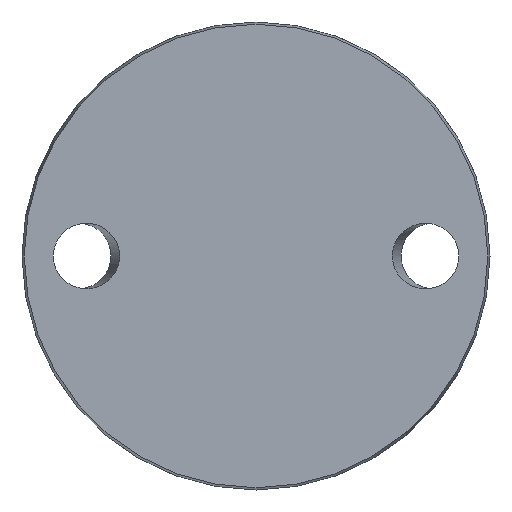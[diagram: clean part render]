
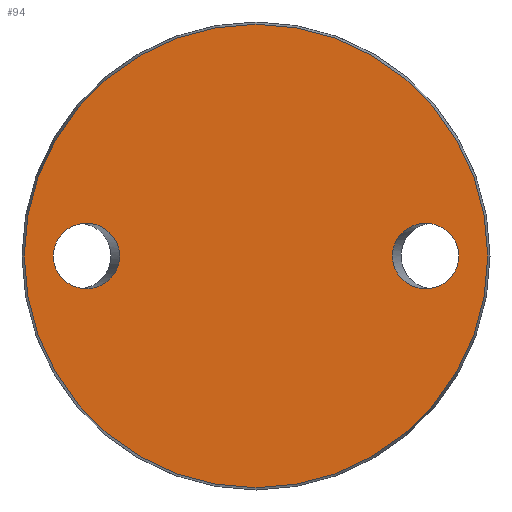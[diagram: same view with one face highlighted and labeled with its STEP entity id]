
A CAD part, front view. The second image highlights one B-rep face of the part: STEP entity #94.
In plain terms, the highlighted planar face has unit normal (0, -1, 0).
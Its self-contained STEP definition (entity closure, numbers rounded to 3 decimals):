
#7 = CARTESIAN_POINT ( 'NONE',  ( -51.115, 0., 0. ) ) ;
#32 = CARTESIAN_POINT ( 'NONE',  ( 34.385, 0., 16.5 ) ) ;
#35 = CARTESIAN_POINT ( 'NONE',  ( 51.115, 0., 16.5 ) ) ;
#38 = EDGE_CURVE ( 'NONE', #532, #532, #677, .T. ) ;
#39 = CIRCLE ( 'NONE', #250, 58.425 ) ;
#79 = ORIENTED_EDGE ( 'NONE', *, *, #38, .T. ) ;
#94 = ADVANCED_FACE ( 'NONE', ( #236, #115, #594 ), #346, .F. ) ;
#115 = FACE_BOUND ( 'NONE', #211, .T. ) ;
#120 = CARTESIAN_POINT ( 'NONE',  ( -34.385, 0., 0. ) ) ;
#156 = EDGE_CURVE ( 'NONE', #178, #178, #326, .T. ) ;
#178 = VERTEX_POINT ( 'NONE', #665 ) ;
#196 = ORIENTED_EDGE ( 'NONE', *, *, #570, .T. ) ;
#211 = EDGE_LOOP ( 'NONE', ( #79 ) ) ;
#236 = FACE_BOUND ( 'NONE', #323, .T. ) ;
#242 = CARTESIAN_POINT ( 'NONE',  ( 51.115, 0., 0. ) ) ;
#250 = AXIS2_PLACEMENT_3D ( 'NONE', #463, #467, #458 ) ;
#304 = ORIENTED_EDGE ( 'NONE', *, *, #156, .T. ) ;
#305 = CARTESIAN_POINT ( 'NONE',  ( -51.115, 0., -16.5 ) ) ;
#323 = EDGE_LOOP ( 'NONE', ( #304 ) ) ;
#326 =( BOUNDED_CURVE ( )  B_SPLINE_CURVE ( 3, ( #7, #539, #368, #120, #364, #305, #649 ),
 .UNSPECIFIED., .T., .T. ) 
 B_SPLINE_CURVE_WITH_KNOTS ( ( 4, 3, 4 ),
 ( 0., 3.142, 6.283 ),
 .UNSPECIFIED. ) 
 CURVE ( )  GEOMETRIC_REPRESENTATION_ITEM ( )  RATIONAL_B_SPLINE_CURVE ( ( 1., 0.333, 0.333, 1., 0.333, 0.333, 1. ) ) 
 REPRESENTATION_ITEM ( '' )  );
#337 = DIRECTION ( 'NONE',  ( 0., 0., 1. ) ) ;
#346 = PLANE ( 'NONE',  #387 ) ;
#360 = CARTESIAN_POINT ( 'NONE',  ( 0., 0., -58.425 ) ) ;
#364 = CARTESIAN_POINT ( 'NONE',  ( -34.385, 0., -16.5 ) ) ;
#368 = CARTESIAN_POINT ( 'NONE',  ( -34.385, 0., 16.5 ) ) ;
#387 = AXIS2_PLACEMENT_3D ( 'NONE', #511, #701, #337 ) ;
#416 = CARTESIAN_POINT ( 'NONE',  ( 34.385, 0., 0. ) ) ;
#458 = DIRECTION ( 'NONE',  ( 0., 0., -1. ) ) ;
#463 = CARTESIAN_POINT ( 'NONE',  ( 0., 0., 0. ) ) ;
#464 = CARTESIAN_POINT ( 'NONE',  ( 51.115, 0., 0. ) ) ;
#467 = DIRECTION ( 'NONE',  ( 0., -1., 0. ) ) ;
#511 = CARTESIAN_POINT ( 'NONE',  ( -58.425, 0., 0. ) ) ;
#532 = VERTEX_POINT ( 'NONE', #242 ) ;
#539 = CARTESIAN_POINT ( 'NONE',  ( -51.115, 0., 16.5 ) ) ;
#570 = EDGE_CURVE ( 'NONE', #597, #597, #39, .T. ) ;
#594 = FACE_OUTER_BOUND ( 'NONE', #690, .T. ) ;
#597 = VERTEX_POINT ( 'NONE', #360 ) ;
#648 = CARTESIAN_POINT ( 'NONE',  ( 51.115, 0., 0. ) ) ;
#649 = CARTESIAN_POINT ( 'NONE',  ( -51.115, 0., 0. ) ) ;
#662 = CARTESIAN_POINT ( 'NONE',  ( 34.385, 0., -16.5 ) ) ;
#665 = CARTESIAN_POINT ( 'NONE',  ( -51.115, 0., 0. ) ) ;
#677 =( BOUNDED_CURVE ( )  B_SPLINE_CURVE ( 3, ( #464, #774, #662, #416, #32, #35, #648 ),
 .UNSPECIFIED., .T., .T. ) 
 B_SPLINE_CURVE_WITH_KNOTS ( ( 4, 3, 4 ),
 ( 0., 3.142, 6.283 ),
 .UNSPECIFIED. ) 
 CURVE ( )  GEOMETRIC_REPRESENTATION_ITEM ( )  RATIONAL_B_SPLINE_CURVE ( ( 1., 0.333, 0.333, 1., 0.333, 0.333, 1. ) ) 
 REPRESENTATION_ITEM ( '' )  );
#690 = EDGE_LOOP ( 'NONE', ( #196 ) ) ;
#701 = DIRECTION ( 'NONE',  ( 0., 1., 0. ) ) ;
#774 = CARTESIAN_POINT ( 'NONE',  ( 51.115, 0., -16.5 ) ) ;
